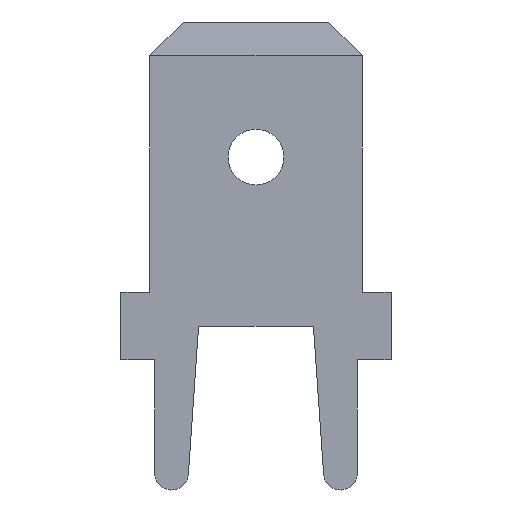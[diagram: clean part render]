
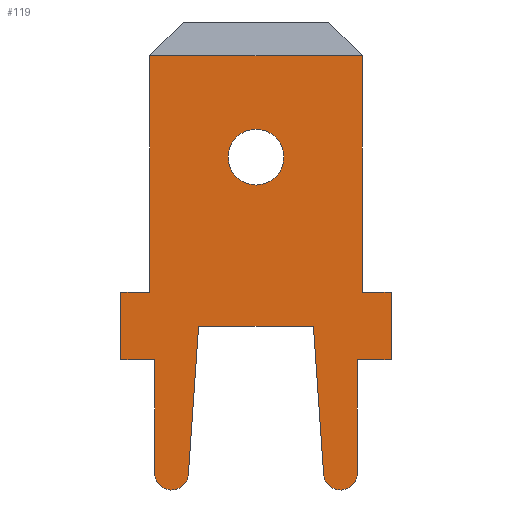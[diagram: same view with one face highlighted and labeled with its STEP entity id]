
A CAD part, left-side view. The second image highlights one B-rep face of the part: STEP entity #119.
In plain terms, the highlighted planar face has unit normal (-1, 0, 0).
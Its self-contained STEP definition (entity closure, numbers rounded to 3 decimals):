
#22 = VERTEX_POINT('',#23);
#23 = CARTESIAN_POINT('',(-0.4,-4.,0.048));
#40 = VERTEX_POINT('',#41);
#41 = CARTESIAN_POINT('',(-0.4,-4.,2.048));
#47 = EDGE_CURVE('',#22,#40,#48,.T.);
#48 = LINE('',#49,#50);
#49 = CARTESIAN_POINT('',(-0.4,-4.,0.048));
#50 = VECTOR('',#51,1.);
#51 = DIRECTION('',(0.,0.,1.));
#62 = VERTEX_POINT('',#63);
#63 = CARTESIAN_POINT('',(-0.4,-3.,0.048));
#78 = EDGE_CURVE('',#62,#22,#79,.T.);
#79 = LINE('',#80,#81);
#80 = CARTESIAN_POINT('',(-0.4,-3.,0.048));
#81 = VECTOR('',#82,1.);
#82 = DIRECTION('',(0.,-1.,0.));
#102 = VERTEX_POINT('',#103);
#103 = CARTESIAN_POINT('',(-0.4,-3.15,2.048));
#109 = EDGE_CURVE('',#40,#102,#110,.T.);
#110 = LINE('',#111,#112);
#111 = CARTESIAN_POINT('',(-0.4,-4.,2.048));
#112 = VECTOR('',#113,1.);
#113 = DIRECTION('',(0.,1.,0.));
#119 = ADVANCED_FACE('',(#120,#229),#240,.T.);
#120 = FACE_BOUND('',#121,.T.);
#121 = EDGE_LOOP('',(#122,#123,#124,#125,#133,#141,#149,#157,#165,#173,
    #181,#190,#198,#206,#214,#223));
#122 = ORIENTED_EDGE('',*,*,#78,.T.);
#123 = ORIENTED_EDGE('',*,*,#47,.T.);
#124 = ORIENTED_EDGE('',*,*,#109,.T.);
#125 = ORIENTED_EDGE('',*,*,#126,.T.);
#126 = EDGE_CURVE('',#102,#127,#129,.T.);
#127 = VERTEX_POINT('',#128);
#128 = CARTESIAN_POINT('',(-0.4,-3.15,9.048));
#129 = LINE('',#130,#131);
#130 = CARTESIAN_POINT('',(-0.4,-3.15,2.048));
#131 = VECTOR('',#132,1.);
#132 = DIRECTION('',(0.,0.,1.));
#133 = ORIENTED_EDGE('',*,*,#134,.T.);
#134 = EDGE_CURVE('',#127,#135,#137,.T.);
#135 = VERTEX_POINT('',#136);
#136 = CARTESIAN_POINT('',(-0.4,3.15,9.048));
#137 = LINE('',#138,#139);
#138 = CARTESIAN_POINT('',(-0.4,-3.15,9.048));
#139 = VECTOR('',#140,1.);
#140 = DIRECTION('',(0.,1.,0.));
#141 = ORIENTED_EDGE('',*,*,#142,.T.);
#142 = EDGE_CURVE('',#135,#143,#145,.T.);
#143 = VERTEX_POINT('',#144);
#144 = CARTESIAN_POINT('',(-0.4,3.15,2.048));
#145 = LINE('',#146,#147);
#146 = CARTESIAN_POINT('',(-0.4,3.15,9.048));
#147 = VECTOR('',#148,1.);
#148 = DIRECTION('',(0.,0.,-1.));
#149 = ORIENTED_EDGE('',*,*,#150,.T.);
#150 = EDGE_CURVE('',#143,#151,#153,.T.);
#151 = VERTEX_POINT('',#152);
#152 = CARTESIAN_POINT('',(-0.4,4.,2.048));
#153 = LINE('',#154,#155);
#154 = CARTESIAN_POINT('',(-0.4,3.15,2.048));
#155 = VECTOR('',#156,1.);
#156 = DIRECTION('',(0.,1.,0.));
#157 = ORIENTED_EDGE('',*,*,#158,.T.);
#158 = EDGE_CURVE('',#151,#159,#161,.T.);
#159 = VERTEX_POINT('',#160);
#160 = CARTESIAN_POINT('',(-0.4,4.,0.048));
#161 = LINE('',#162,#163);
#162 = CARTESIAN_POINT('',(-0.4,4.,2.048));
#163 = VECTOR('',#164,1.);
#164 = DIRECTION('',(0.,0.,-1.));
#165 = ORIENTED_EDGE('',*,*,#166,.T.);
#166 = EDGE_CURVE('',#159,#167,#169,.T.);
#167 = VERTEX_POINT('',#168);
#168 = CARTESIAN_POINT('',(-0.4,3.,0.048));
#169 = LINE('',#170,#171);
#170 = CARTESIAN_POINT('',(-0.4,4.,0.048));
#171 = VECTOR('',#172,1.);
#172 = DIRECTION('',(0.,-1.,0.));
#173 = ORIENTED_EDGE('',*,*,#174,.T.);
#174 = EDGE_CURVE('',#167,#175,#177,.T.);
#175 = VERTEX_POINT('',#176);
#176 = CARTESIAN_POINT('',(-0.4,3.,-3.302));
#177 = LINE('',#178,#179);
#178 = CARTESIAN_POINT('',(-0.4,3.,0.048));
#179 = VECTOR('',#180,1.);
#180 = DIRECTION('',(0.,0.,-1.));
#181 = ORIENTED_EDGE('',*,*,#182,.F.);
#182 = EDGE_CURVE('',#183,#175,#185,.T.);
#183 = VERTEX_POINT('',#184);
#184 = CARTESIAN_POINT('',(-0.4,2.001,
    -3.336));
#185 = CIRCLE('',#186,0.5);
#186 = AXIS2_PLACEMENT_3D('',#187,#188,#189);
#187 = CARTESIAN_POINT('',(-0.4,2.5,-3.302));
#188 = DIRECTION('',(1.,0.,0.));
#189 = DIRECTION('',(0.,1.,0.));
#190 = ORIENTED_EDGE('',*,*,#191,.T.);
#191 = EDGE_CURVE('',#183,#192,#194,.T.);
#192 = VERTEX_POINT('',#193);
#193 = CARTESIAN_POINT('',(-0.4,1.7,1.048));
#194 = LINE('',#195,#196);
#195 = CARTESIAN_POINT('',(-0.4,2.001,
    -3.336));
#196 = VECTOR('',#197,1.);
#197 = DIRECTION('',(0.,-0.069,
    0.998));
#198 = ORIENTED_EDGE('',*,*,#199,.T.);
#199 = EDGE_CURVE('',#192,#200,#202,.T.);
#200 = VERTEX_POINT('',#201);
#201 = CARTESIAN_POINT('',(-0.4,-1.7,1.048));
#202 = LINE('',#203,#204);
#203 = CARTESIAN_POINT('',(-0.4,1.7,1.048));
#204 = VECTOR('',#205,1.);
#205 = DIRECTION('',(0.,-1.,0.));
#206 = ORIENTED_EDGE('',*,*,#207,.T.);
#207 = EDGE_CURVE('',#200,#208,#210,.T.);
#208 = VERTEX_POINT('',#209);
#209 = CARTESIAN_POINT('',(-0.4,-2.001,
    -3.336));
#210 = LINE('',#211,#212);
#211 = CARTESIAN_POINT('',(-0.4,-1.7,1.048));
#212 = VECTOR('',#213,1.);
#213 = DIRECTION('',(0.,-0.069,
    -0.998));
#214 = ORIENTED_EDGE('',*,*,#215,.F.);
#215 = EDGE_CURVE('',#216,#208,#218,.T.);
#216 = VERTEX_POINT('',#217);
#217 = CARTESIAN_POINT('',(-0.4,-3.,-3.302));
#218 = CIRCLE('',#219,0.5);
#219 = AXIS2_PLACEMENT_3D('',#220,#221,#222);
#220 = CARTESIAN_POINT('',(-0.4,-2.5,-3.302));
#221 = DIRECTION('',(1.,0.,0.));
#222 = DIRECTION('',(0.,1.,0.));
#223 = ORIENTED_EDGE('',*,*,#224,.T.);
#224 = EDGE_CURVE('',#216,#62,#225,.T.);
#225 = LINE('',#226,#227);
#226 = CARTESIAN_POINT('',(-0.4,-3.,-3.302));
#227 = VECTOR('',#228,1.);
#228 = DIRECTION('',(0.,0.,1.));
#229 = FACE_BOUND('',#230,.T.);
#230 = EDGE_LOOP('',(#231));
#231 = ORIENTED_EDGE('',*,*,#232,.T.);
#232 = EDGE_CURVE('',#233,#233,#235,.T.);
#233 = VERTEX_POINT('',#234);
#234 = CARTESIAN_POINT('',(-0.4,0.825,6.048));
#235 = CIRCLE('',#236,0.825);
#236 = AXIS2_PLACEMENT_3D('',#237,#238,#239);
#237 = CARTESIAN_POINT('',(-0.4,0.,
    6.048));
#238 = DIRECTION('',(1.,0.,0.));
#239 = DIRECTION('',(0.,1.,0.));
#240 = PLANE('',#241);
#241 = AXIS2_PLACEMENT_3D('',#242,#243,#244);
#242 = CARTESIAN_POINT('',(-0.4,0.,
    2.521));
#243 = DIRECTION('',(-1.,0.,0.));
#244 = DIRECTION('',(0.,-1.,0.));
